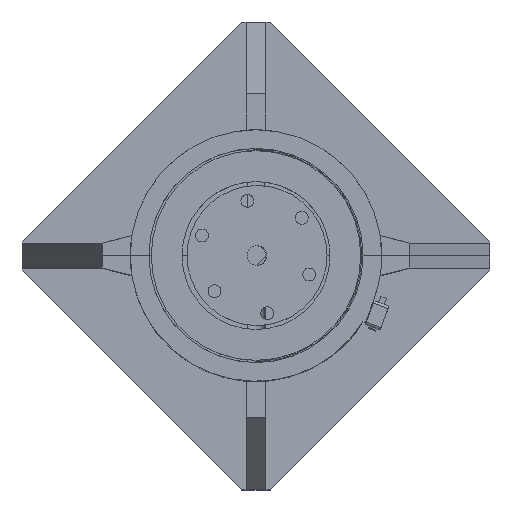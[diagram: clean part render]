
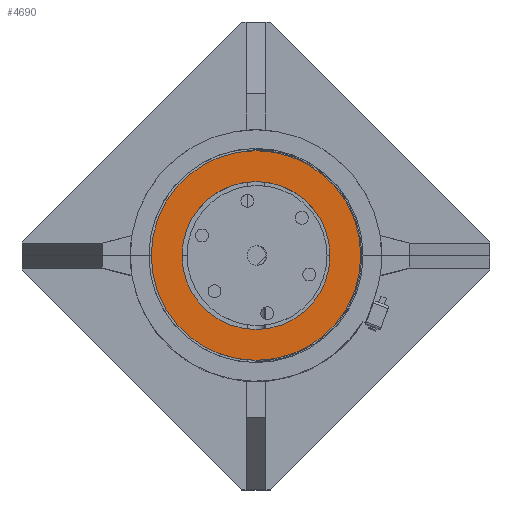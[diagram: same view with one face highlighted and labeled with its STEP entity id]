
A CAD part, top view. The second image highlights one B-rep face of the part: STEP entity #4690.
In plain terms, the highlighted planar face has unit normal (0, 0, 1).
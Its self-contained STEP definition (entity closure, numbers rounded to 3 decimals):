
#4490 = EDGE_CURVE('',#4491,#4493,#4495,.T.);
#4491 = VERTEX_POINT('',#4492);
#4492 = CARTESIAN_POINT('',(282.546,4821.286,
    -2138.609));
#4493 = VERTEX_POINT('',#4494);
#4494 = CARTESIAN_POINT('',(223.457,4810.867,
    -2138.609));
#4495 = SURFACE_CURVE('',#4496,(#4501,#4513),.PCURVE_S1.);
#4496 = CIRCLE('',#4497,30.);
#4497 = AXIS2_PLACEMENT_3D('',#4498,#4499,#4500);
#4498 = CARTESIAN_POINT('',(253.002,4816.077,
    -2138.609));
#4499 = DIRECTION('',(0.,0.,-1.));
#4500 = DIRECTION('',(-0.985,-0.174,
    0.));
#4501 = PCURVE('',#4502,#4507);
#4502 = CYLINDRICAL_SURFACE('',#4503,30.);
#4503 = AXIS2_PLACEMENT_3D('',#4504,#4505,#4506);
#4504 = CARTESIAN_POINT('',(253.002,4816.077,
    -2155.609));
#4505 = DIRECTION('',(0.,0.,1.));
#4506 = DIRECTION('',(-0.985,-0.174,
    0.));
#4507 = DEFINITIONAL_REPRESENTATION('',(#4508),#4512);
#4508 = LINE('',#4509,#4510);
#4509 = CARTESIAN_POINT('',(6.283,17.));
#4510 = VECTOR('',#4511,1.);
#4511 = DIRECTION('',(-1.,0.));
#4512 = ( GEOMETRIC_REPRESENTATION_CONTEXT(2) 
PARAMETRIC_REPRESENTATION_CONTEXT() REPRESENTATION_CONTEXT('2D SPACE',''
  ) );
#4513 = PCURVE('',#4514,#4519);
#4514 = PLANE('',#4515);
#4515 = AXIS2_PLACEMENT_3D('',#4516,#4517,#4518);
#4516 = CARTESIAN_POINT('',(253.002,4816.077,
    -2138.609));
#4517 = DIRECTION('',(0.,0.,-1.));
#4518 = DIRECTION('',(0.985,0.174,0.)
  );
#4519 = DEFINITIONAL_REPRESENTATION('',(#4520),#4524);
#4520 = CIRCLE('',#4521,30.);
#4521 = AXIS2_PLACEMENT_2D('',#4522,#4523);
#4522 = CARTESIAN_POINT('',(0.,0.));
#4523 = DIRECTION('',(-1.,0.));
#4524 = ( GEOMETRIC_REPRESENTATION_CONTEXT(2) 
PARAMETRIC_REPRESENTATION_CONTEXT() REPRESENTATION_CONTEXT('2D SPACE',''
  ) );
#4580 = EDGE_CURVE('',#4493,#4491,#4581,.T.);
#4581 = SURFACE_CURVE('',#4582,(#4587,#4594),.PCURVE_S1.);
#4582 = CIRCLE('',#4583,30.);
#4583 = AXIS2_PLACEMENT_3D('',#4584,#4585,#4586);
#4584 = CARTESIAN_POINT('',(253.002,4816.077,
    -2138.609));
#4585 = DIRECTION('',(0.,0.,-1.));
#4586 = DIRECTION('',(-0.985,-0.174,
    0.));
#4587 = PCURVE('',#4502,#4588);
#4588 = DEFINITIONAL_REPRESENTATION('',(#4589),#4593);
#4589 = LINE('',#4590,#4591);
#4590 = CARTESIAN_POINT('',(12.566,17.));
#4591 = VECTOR('',#4592,1.);
#4592 = DIRECTION('',(-1.,0.));
#4593 = ( GEOMETRIC_REPRESENTATION_CONTEXT(2) 
PARAMETRIC_REPRESENTATION_CONTEXT() REPRESENTATION_CONTEXT('2D SPACE',''
  ) );
#4594 = PCURVE('',#4514,#4595);
#4595 = DEFINITIONAL_REPRESENTATION('',(#4596),#4600);
#4596 = CIRCLE('',#4597,30.);
#4597 = AXIS2_PLACEMENT_2D('',#4598,#4599);
#4598 = CARTESIAN_POINT('',(0.,0.));
#4599 = DIRECTION('',(-1.,0.));
#4600 = ( GEOMETRIC_REPRESENTATION_CONTEXT(2) 
PARAMETRIC_REPRESENTATION_CONTEXT() REPRESENTATION_CONTEXT('2D SPACE',''
  ) );
#4615 = CYLINDRICAL_SURFACE('',#4616,42.5);
#4616 = AXIS2_PLACEMENT_3D('',#4617,#4618,#4619);
#4617 = CARTESIAN_POINT('',(253.002,4816.077,
    -2155.609));
#4618 = DIRECTION('',(0.,0.,1.));
#4619 = DIRECTION('',(-0.174,0.985,0.));
#4635 = VERTEX_POINT('',#4636);
#4636 = CARTESIAN_POINT('',(260.382,4774.222,
    -2138.609));
#4657 = EDGE_CURVE('',#4635,#4635,#4658,.T.);
#4658 = SURFACE_CURVE('',#4659,(#4664,#4671),.PCURVE_S1.);
#4659 = CIRCLE('',#4660,42.5);
#4660 = AXIS2_PLACEMENT_3D('',#4661,#4662,#4663);
#4661 = CARTESIAN_POINT('',(253.002,4816.077,
    -2138.609));
#4662 = DIRECTION('',(0.,0.,1.));
#4663 = DIRECTION('',(-0.174,0.985,0.));
#4664 = PCURVE('',#4615,#4665);
#4665 = DEFINITIONAL_REPRESENTATION('',(#4666),#4670);
#4666 = LINE('',#4667,#4668);
#4667 = CARTESIAN_POINT('',(-6.283,17.));
#4668 = VECTOR('',#4669,1.);
#4669 = DIRECTION('',(1.,0.));
#4670 = ( GEOMETRIC_REPRESENTATION_CONTEXT(2) 
PARAMETRIC_REPRESENTATION_CONTEXT() REPRESENTATION_CONTEXT('2D SPACE',''
  ) );
#4671 = PCURVE('',#4514,#4672);
#4672 = DEFINITIONAL_REPRESENTATION('',(#4673),#4681);
#4673 = ( BOUNDED_CURVE() B_SPLINE_CURVE(2,(#4674,#4675,#4676,#4677,
#4678,#4679,#4680),.UNSPECIFIED.,.T.,.F.) B_SPLINE_CURVE_WITH_KNOTS((1,2
    ,2,2,2,1),(-2.094,0.,2.094,4.189,
6.283,8.378),.UNSPECIFIED.) CURVE() 
GEOMETRIC_REPRESENTATION_ITEM() RATIONAL_B_SPLINE_CURVE((1.,0.5,1.,0.5,
1.,0.5,1.)) REPRESENTATION_ITEM('') );
#4674 = CARTESIAN_POINT('',(0.,-42.5));
#4675 = CARTESIAN_POINT('',(-73.612,-42.5));
#4676 = CARTESIAN_POINT('',(-36.806,21.25));
#4677 = CARTESIAN_POINT('',(0.,85.));
#4678 = CARTESIAN_POINT('',(36.806,21.25));
#4679 = CARTESIAN_POINT('',(73.612,-42.5));
#4680 = CARTESIAN_POINT('',(0.,-42.5));
#4681 = ( GEOMETRIC_REPRESENTATION_CONTEXT(2) 
PARAMETRIC_REPRESENTATION_CONTEXT() REPRESENTATION_CONTEXT('2D SPACE',''
  ) );
#4690 = ADVANCED_FACE('',(#4691,#4695),#4514,.F.);
#4691 = FACE_BOUND('',#4692,.T.);
#4692 = EDGE_LOOP('',(#4693,#4694));
#4693 = ORIENTED_EDGE('',*,*,#4490,.T.);
#4694 = ORIENTED_EDGE('',*,*,#4580,.T.);
#4695 = FACE_BOUND('',#4696,.T.);
#4696 = EDGE_LOOP('',(#4697));
#4697 = ORIENTED_EDGE('',*,*,#4657,.T.);
